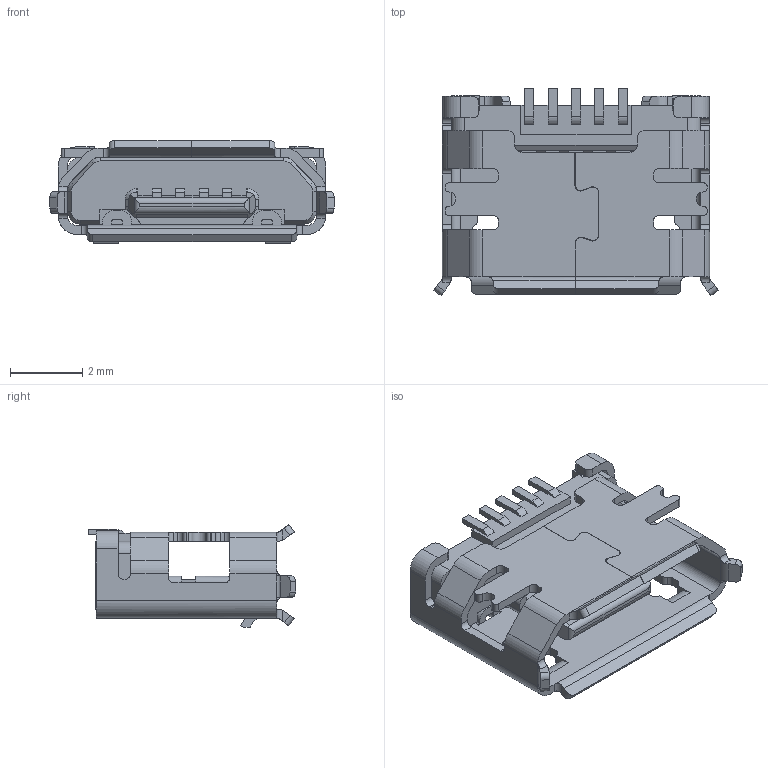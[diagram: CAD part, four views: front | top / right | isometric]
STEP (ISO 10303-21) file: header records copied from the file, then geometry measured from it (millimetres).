
FILE_DESCRIPTION(('CoCreate Modeling STEP Export'),'2;1');
FILE_NAME('010101010-031 四脚平贴 无柱.stp','2017-11-10T 8:56:53',(''),(''),'CoCreate Modeling STEP processor for AP214 (Solid Model)','CoCreate Modeling 16.00 13-May-2008 (C) Parametric Technology GmbH','');
FILE_SCHEMA(('AUTOMOTIVE_DESIGN { 1 0 10303 214 1 1 1 1 }'));
Length unit declared in the file: millimetre
Products named in the file (2): housing; 010101010-031_四脚平贴_无柱.stp
Assembly tree (1 placements, depth 2):
  010101010-031_四脚平贴_无柱.stp
    housing
Bounding box: 7.88 x 5.74 x 2.84 mm (x, y, z)
Volume: 38.9 mm3; surface area: 247.9 mm2
Topology: 1 solids, 11 shells, 761 faces, 2140 edges, 1376 vertices
Faces by surface type: plane 510, cylinder 241, cone 10
Entity records: 24041 total; most frequent: CARTESIAN_POINT 4435, ORIENTED_EDGE 4320, DIRECTION 3896, EDGE_CURVE 2140, VECTOR 1538, LINE 1538, VERTEX_POINT 1376, AXIS2_PLACEMENT_3D 1179
